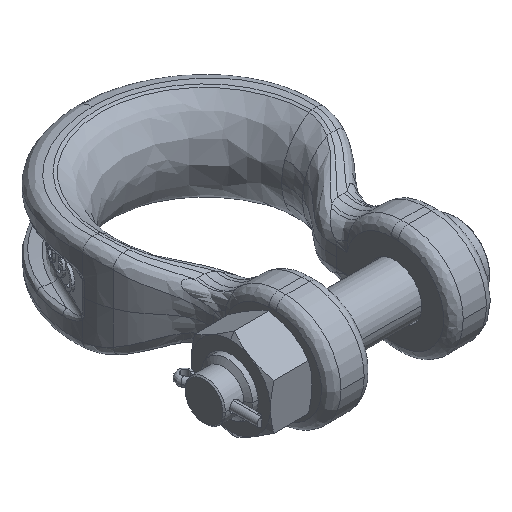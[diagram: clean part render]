
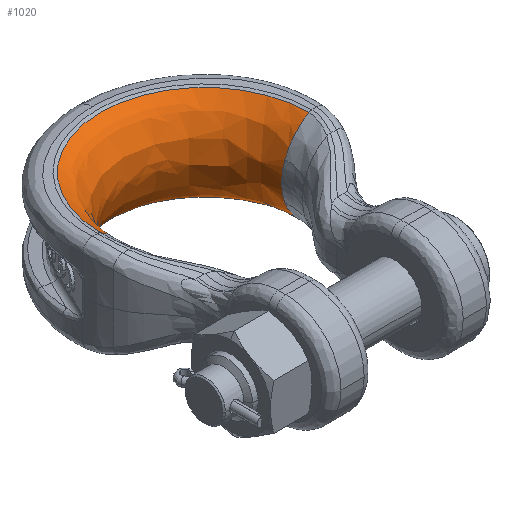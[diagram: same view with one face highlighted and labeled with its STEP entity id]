
A CAD part, isometric view. The second image highlights one B-rep face of the part: STEP entity #1020.
In plain terms, the highlighted free-form (B-spline) face has degree [3, 3] with [4, 4] control points.
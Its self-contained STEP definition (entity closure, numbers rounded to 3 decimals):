
#1020=ADVANCED_FACE('NONE',(#2449),#2450,.T.);
#2449=FACE_OUTER_BOUND('',#15244,.T.);
#2450=(B_SPLINE_SURFACE(3,3,((#15246,#15247,#15248,#15249),(#15250,#15251,#15252,#15253),(#15254,#15255,#15256,#15257),(#15258,#15259,#15260,#15261)),.UNSPECIFIED.,.F.,.F.,.F.)B_SPLINE_SURFACE_WITH_KNOTS((4,4),(4,4),(0.0,1.0),(0.0,1.0),.UNSPECIFIED.)RATIONAL_B_SPLINE_SURFACE(((1.0,0.333,0.333,1.0),(0.671,0.224,0.224,0.671),(0.671,0.224,0.224,0.671),(1.0,0.333,0.333,1.0)))BOUNDED_SURFACE()REPRESENTATION_ITEM('')GEOMETRIC_REPRESENTATION_ITEM()SURFACE());
#15244=EDGE_LOOP('',(#31383,#31384,#31385,#31386,#31387,#31388,#31389,#31390,#31391,#31392));
#15246=CARTESIAN_POINT('',(85.227,123.0,-38.812));
#15247=CARTESIAN_POINT('',(85.227,293.455,-38.812));
#15248=CARTESIAN_POINT('',(-85.227,293.455,-38.812));
#15249=CARTESIAN_POINT('',(-85.227,123.0,-38.812));
#15250=CARTESIAN_POINT('',(51.953,123.0,-19.289));
#15251=CARTESIAN_POINT('',(51.953,226.906,-19.289));
#15252=CARTESIAN_POINT('',(-51.953,226.906,-19.289));
#15253=CARTESIAN_POINT('',(-51.953,123.0,-19.289));
#15254=CARTESIAN_POINT('',(51.953,123.0,19.289));
#15255=CARTESIAN_POINT('',(51.953,226.906,19.289));
#15256=CARTESIAN_POINT('',(-51.953,226.906,19.289));
#15257=CARTESIAN_POINT('',(-51.953,123.0,19.289));
#15258=CARTESIAN_POINT('',(85.227,123.0,38.812));
#15259=CARTESIAN_POINT('',(85.227,293.455,38.812));
#15260=CARTESIAN_POINT('',(-85.227,293.455,38.812));
#15261=CARTESIAN_POINT('',(-85.227,123.0,38.812));
#31383=ORIENTED_EDGE('',*,*,#35356,.T.);
#31384=ORIENTED_EDGE('',*,*,#35358,.T.);
#31385=ORIENTED_EDGE('',*,*,#35345,.T.);
#31386=ORIENTED_EDGE('',*,*,#35320,.T.);
#31387=ORIENTED_EDGE('',*,*,#35315,.T.);
#31388=ORIENTED_EDGE('',*,*,#35318,.T.);
#31389=ORIENTED_EDGE('',*,*,#35327,.T.);
#31390=ORIENTED_EDGE('',*,*,#35349,.T.);
#31391=ORIENTED_EDGE('',*,*,#35351,.T.);
#31392=ORIENTED_EDGE('',*,*,#35353,.T.);
#35315=EDGE_CURVE('NONE',#37782,#37774,#37844,.T.);
#35318=EDGE_CURVE('NONE',#37774,#37846,#37848,.T.);
#35320=EDGE_CURVE('NONE',#37850,#37782,#37851,.T.);
#35327=EDGE_CURVE('NONE',#37846,#37858,#37860,.T.);
#35345=EDGE_CURVE('NONE',#37882,#37850,#37883,.T.);
#35349=EDGE_CURVE('NONE',#37858,#37886,#37888,.T.);
#35351=EDGE_CURVE('NONE',#37886,#37864,#37890,.T.);
#35353=EDGE_CURVE('NONE',#37864,#37872,#37892,.T.);
#35356=EDGE_CURVE('NONE',#37872,#37894,#37896,.T.);
#35358=EDGE_CURVE('NONE',#37894,#37882,#37898,.T.);
#37774=VERTEX_POINT('NONE',#48346);
#37782=VERTEX_POINT('NONE',#48384);
#37844=CIRCLE('',#48913,85.227);
#37846=VERTEX_POINT('NONE',#48915);
#37848=(B_SPLINE_CURVE(3,(#48926,#48927,#48928,#48929),.UNSPECIFIED.,.F.,.F.)B_SPLINE_CURVE_WITH_KNOTS((4,4),(0.0,1.0),.UNSPECIFIED.)RATIONAL_B_SPLINE_CURVE((1.0,0.96,0.96,1.0))BOUNDED_CURVE()REPRESENTATION_ITEM('')GEOMETRIC_REPRESENTATION_ITEM()CURVE());
#37850=VERTEX_POINT('NONE',#48937);
#37851=(B_SPLINE_CURVE(3,(#48939,#48940,#48941,#48942),.UNSPECIFIED.,.F.,.F.)B_SPLINE_CURVE_WITH_KNOTS((4,4),(0.0,1.0),.UNSPECIFIED.)RATIONAL_B_SPLINE_CURVE((1.0,0.96,0.96,1.0))BOUNDED_CURVE()REPRESENTATION_ITEM('')GEOMETRIC_REPRESENTATION_ITEM()CURVE());
#37858=VERTEX_POINT('NONE',#48981);
#37860=CIRCLE('',#48991,45.0);
#37864=VERTEX_POINT('NONE',#49003);
#37872=VERTEX_POINT('NONE',#49039);
#37882=VERTEX_POINT('NONE',#49083);
#37883=CIRCLE('',#49084,45.0);
#37886=VERTEX_POINT('NONE',#49095);
#37888=CIRCLE('',#49105,45.0);
#37890=(B_SPLINE_CURVE(3,(#49108,#49109,#49110,#49111),.UNSPECIFIED.,.F.,.F.)B_SPLINE_CURVE_WITH_KNOTS((4,4),(0.0,1.0),.UNSPECIFIED.)RATIONAL_B_SPLINE_CURVE((1.0,0.96,0.96,1.0))BOUNDED_CURVE()REPRESENTATION_ITEM('')GEOMETRIC_REPRESENTATION_ITEM()CURVE());
#37892=CIRCLE('',#49119,85.227);
#37894=VERTEX_POINT('NONE',#49121);
#37896=(B_SPLINE_CURVE(3,(#49132,#49133,#49134,#49135),.UNSPECIFIED.,.F.,.F.)B_SPLINE_CURVE_WITH_KNOTS((4,4),(0.0,1.0),.UNSPECIFIED.)RATIONAL_B_SPLINE_CURVE((1.0,0.96,0.96,1.0))BOUNDED_CURVE()REPRESENTATION_ITEM('')GEOMETRIC_REPRESENTATION_ITEM()CURVE());
#37898=CIRCLE('',#49143,45.0);
#48346=CARTESIAN_POINT('',(85.227,123.0,-38.812));
#48384=CARTESIAN_POINT('',(-85.227,123.0,-38.812));
#48913=AXIS2_PLACEMENT_3D('',#60420,#60421,#60422);
#48915=CARTESIAN_POINT('',(65.676,123.0,-15.287));
#48926=CARTESIAN_POINT('',(85.227,123.0,-38.812));
#48927=CARTESIAN_POINT('',(76.07,123.0,-33.439));
#48928=CARTESIAN_POINT('',(69.283,123.0,-25.273));
#48929=CARTESIAN_POINT('',(65.676,123.0,-15.287));
#48937=CARTESIAN_POINT('',(-65.676,123.0,-15.287));
#48939=CARTESIAN_POINT('',(-65.676,123.0,-15.287));
#48940=CARTESIAN_POINT('',(-69.283,123.0,-25.273));
#48941=CARTESIAN_POINT('',(-76.07,123.0,-33.439));
#48942=CARTESIAN_POINT('',(-85.227,123.0,-38.812));
#48981=CARTESIAN_POINT('',(63.0,123.0,0.));
#48991=AXIS2_PLACEMENT_3D('',#60423,#60424,#60425);
#49003=CARTESIAN_POINT('',(85.227,123.0,38.812));
#49039=CARTESIAN_POINT('',(-85.227,123.0,38.812));
#49083=CARTESIAN_POINT('',(-63.0,123.0,0.));
#49084=AXIS2_PLACEMENT_3D('',#60432,#60433,#60434);
#49095=CARTESIAN_POINT('',(65.676,123.0,15.287));
#49105=AXIS2_PLACEMENT_3D('',#60435,#60436,#60437);
#49108=CARTESIAN_POINT('',(65.676,123.0,15.287));
#49109=CARTESIAN_POINT('',(69.283,123.0,25.273));
#49110=CARTESIAN_POINT('',(76.07,123.0,33.439));
#49111=CARTESIAN_POINT('',(85.227,123.0,38.812));
#49119=AXIS2_PLACEMENT_3D('',#60438,#60439,#60440);
#49121=CARTESIAN_POINT('',(-65.676,123.0,15.287));
#49132=CARTESIAN_POINT('',(-85.227,123.0,38.812));
#49133=CARTESIAN_POINT('',(-76.07,123.0,33.439));
#49134=CARTESIAN_POINT('',(-69.283,123.0,25.273));
#49135=CARTESIAN_POINT('',(-65.676,123.0,15.287));
#49143=AXIS2_PLACEMENT_3D('',#60441,#60442,#60443);
#60420=CARTESIAN_POINT('',(0.0,123.0,-38.812));
#60421=DIRECTION('',(0.0,0.0,-1.0));
#60422=DIRECTION('',(1.0,0.0,0.0));
#60423=CARTESIAN_POINT('',(108.0,123.0,0.));
#60424=DIRECTION('',(-0.0,1.0,0.0));
#60425=DIRECTION('',(1.0,0.0,0.0));
#60432=CARTESIAN_POINT('',(-108.0,123.0,0.));
#60433=DIRECTION('',(0.0,1.0,0.0));
#60434=DIRECTION('',(-1.0,0.0,0.0));
#60435=CARTESIAN_POINT('',(108.0,123.0,0.));
#60436=DIRECTION('',(-0.0,1.0,0.0));
#60437=DIRECTION('',(1.0,0.0,0.0));
#60438=CARTESIAN_POINT('',(0.0,123.0,38.812));
#60439=DIRECTION('',(0.0,0.0,1.0));
#60440=DIRECTION('',(1.0,0.0,0.0));
#60441=CARTESIAN_POINT('',(-108.0,123.0,0.));
#60442=DIRECTION('',(0.0,1.0,0.0));
#60443=DIRECTION('',(-1.0,0.0,0.0));
